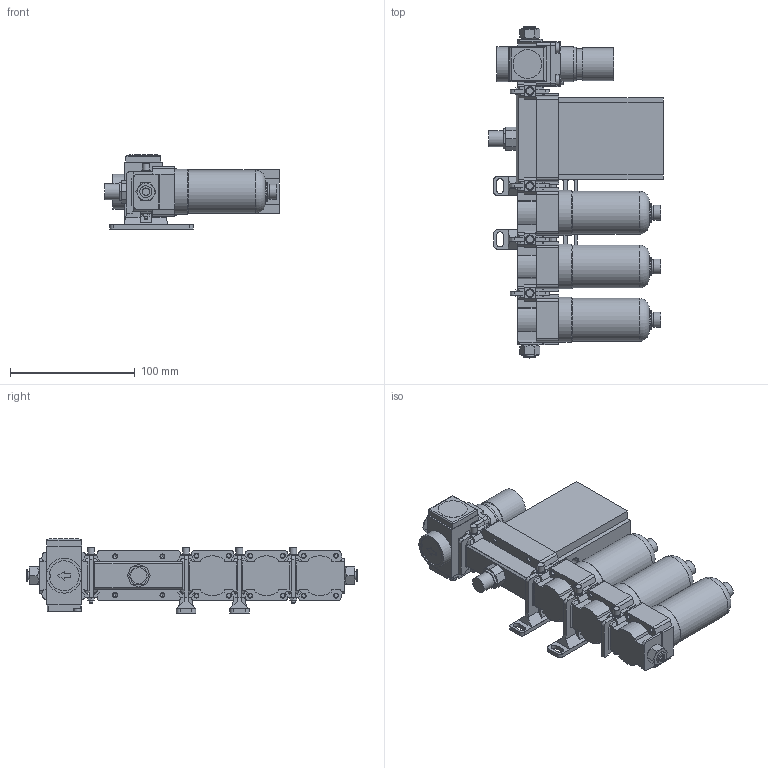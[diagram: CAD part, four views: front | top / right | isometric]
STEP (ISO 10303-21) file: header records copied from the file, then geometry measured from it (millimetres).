
FILE_DESCRIPTION(/* description */ (''),/* implementation_level */ '2;1');
FILE_NAME(/* name */ 'A-9768-4353-01-B_FORTiS FULL SIZE AIR FILTER.stp',/* time_stamp */ '2023-06-02T08:16:30+01:00',/* author */ (''),/* organization */ (''),/* preprocessor_version */ 'ST-DEVELOPER v16.7',/* originating_system */ 'SIEMENS PLM Software NX 1946',/* authorisation */ '');
FILE_SCHEMA (('AUTOMOTIVE_DESIGN { 1 0 10303 214 3 1 1 1 }'));
Length unit declared in the file: millimetre
Products named in the file (1): mb133708B513m6rp
Bounding box: 140 x 266.4 x 59.5 mm (x, y, z)
Volume: 709166.5 mm3; surface area: 128548.2 mm2
Topology: 13 solids, 13 shells, 917 faces, 2253 edges, 1467 vertices
Faces by surface type: plane 661, cylinder 166, cone 60, torus 30
Full cylindrical faces by diameter (mm): 3 x2, 3.242 x16, 4.134 x3, 5.5 x4, 5.6 x1, 5.8 x1, 6 x2, 6.8 x2, 7 x4, 8 x4, 8.566 x1, 9.7 x2, 9.728 x1, 10.6 x3, 11.3 x2, 11.445 x10, 11.6 x4, 12 x3, 13 x1, 13.157 x2, 15 x3, 17.6 x8, 23 x1, 24.5 x1, 26.5 x1, 26.92 x1, 28 x2, 34.4 x3, 36 x3
Entity records: 32301 total; most frequent: CARTESIAN_POINT 4557, DIRECTION 4279, ORIENTED_EDGE 4118, EDGE_CURVE 2059, LINE 1603, VECTOR 1603, VERTEX_POINT 1448, AXIS2_PLACEMENT_3D 1338
